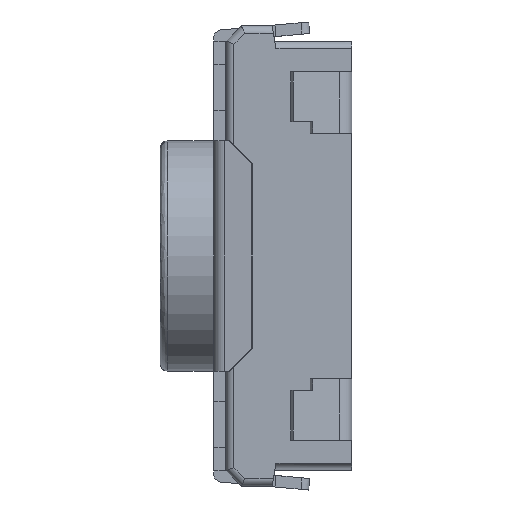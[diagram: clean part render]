
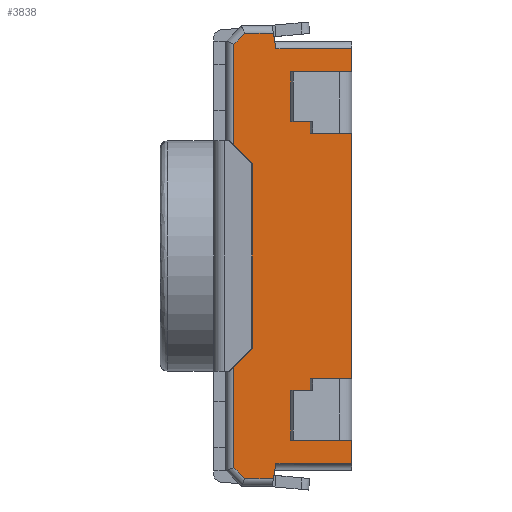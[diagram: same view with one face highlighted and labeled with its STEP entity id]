
A CAD part, left-side view. The second image highlights one B-rep face of the part: STEP entity #3838.
In plain terms, the highlighted planar face has unit normal (-1, 0, 0).
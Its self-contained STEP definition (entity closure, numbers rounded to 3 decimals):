
#80 = CARTESIAN_POINT ( 'NONE',  ( -3., 0.2, 2.4 ) ) ;
#130 = DIRECTION ( 'NONE',  ( 0., 0., -1. ) ) ;
#153 = CARTESIAN_POINT ( 'NONE',  ( -3., 1.54, -2.759 ) ) ;
#162 = VECTOR ( 'NONE', #1126, 1000. ) ;
#204 = CARTESIAN_POINT ( 'NONE',  ( -3., 0., 2.4 ) ) ;
#206 = LINE ( 'NONE', #5533, #1612 ) ;
#219 = VERTEX_POINT ( 'NONE', #4731 ) ;
#246 = ORIENTED_EDGE ( 'NONE', *, *, #1380, .F. ) ;
#262 = VERTEX_POINT ( 'NONE', #4206 ) ;
#278 = ORIENTED_EDGE ( 'NONE', *, *, #6053, .F. ) ;
#376 = DIRECTION ( 'NONE',  ( 0., 0.164, -0.986 ) ) ;
#386 = LINE ( 'NONE', #2080, #1928 ) ;
#411 = DIRECTION ( 'NONE',  ( 0., 0., 1. ) ) ;
#430 = LINE ( 'NONE', #1560, #5870 ) ;
#441 = DIRECTION ( 'NONE',  ( 0., 0., -1. ) ) ;
#532 = EDGE_CURVE ( 'NONE', #262, #6081, #6213, .T. ) ;
#800 = EDGE_CURVE ( 'NONE', #219, #6471, #6936, .T. ) ;
#808 = VECTOR ( 'NONE', #411, 1000. ) ;
#858 = VERTEX_POINT ( 'NONE', #4061 ) ;
#914 = DIRECTION ( 'NONE',  ( 0., 0., -1. ) ) ;
#956 = DIRECTION ( 'NONE',  ( 1., 0., 0. ) ) ;
#970 = CARTESIAN_POINT ( 'NONE',  ( -3., 0., -2.9 ) ) ;
#978 = DIRECTION ( 'NONE',  ( 0., 0., -1. ) ) ;
#992 = LINE ( 'NONE', #1592, #1817 ) ;
#1122 = AXIS2_PLACEMENT_3D ( 'NONE', #4819, #956, #1595 ) ;
#1126 = DIRECTION ( 'NONE',  ( 0., -1., 0. ) ) ;
#1297 = CARTESIAN_POINT ( 'NONE',  ( -3., 0.2, -2.9 ) ) ;
#1373 = ORIENTED_EDGE ( 'NONE', *, *, #5562, .F. ) ;
#1380 = EDGE_CURVE ( 'NONE', #2057, #3135, #4946, .T. ) ;
#1402 = DIRECTION ( 'NONE',  ( 0., 0., -1. ) ) ;
#1543 = CARTESIAN_POINT ( 'NONE',  ( -3., 0., 1.6 ) ) ;
#1560 = CARTESIAN_POINT ( 'NONE',  ( -3., 1.54, -2.9 ) ) ;
#1592 = CARTESIAN_POINT ( 'NONE',  ( -3., 1.54, 2.759 ) ) ;
#1595 = DIRECTION ( 'NONE',  ( 0., 0., -1. ) ) ;
#1612 = VECTOR ( 'NONE', #2345, 1000. ) ;
#1638 = EDGE_CURVE ( 'NONE', #858, #5137, #4097, .T. ) ;
#1813 = VERTEX_POINT ( 'NONE', #6945 ) ;
#1817 = VECTOR ( 'NONE', #2681, 1000. ) ;
#1839 = VECTOR ( 'NONE', #130, 1000. ) ;
#1928 = VECTOR ( 'NONE', #914, 1000. ) ;
#2057 = VERTEX_POINT ( 'NONE', #2442 ) ;
#2080 = CARTESIAN_POINT ( 'NONE',  ( -3., 0.2, -2.9 ) ) ;
#2095 = EDGE_CURVE ( 'NONE', #3135, #858, #5771, .T. ) ;
#2097 = VERTEX_POINT ( 'NONE', #2588 ) ;
#2198 = ORIENTED_EDGE ( 'NONE', *, *, #5640, .F. ) ;
#2316 = LINE ( 'NONE', #6029, #6654 ) ;
#2341 = CARTESIAN_POINT ( 'NONE',  ( -3., 0., -2.4 ) ) ;
#2345 = DIRECTION ( 'NONE',  ( 0., 1., 0. ) ) ;
#2442 = CARTESIAN_POINT ( 'NONE',  ( -3., 0.2, 1.6 ) ) ;
#2467 = CARTESIAN_POINT ( 'NONE',  ( -3., 1.023, 2.9 ) ) ;
#2492 = CARTESIAN_POINT ( 'NONE',  ( -3., 0.99, -2.7 ) ) ;
#2525 = LINE ( 'NONE', #3648, #808 ) ;
#2588 = CARTESIAN_POINT ( 'NONE',  ( -3., 0.2, -2.4 ) ) ;
#2646 = CARTESIAN_POINT ( 'NONE',  ( -3., 0., 2.7 ) ) ;
#2650 = DIRECTION ( 'NONE',  ( 0., 1., 0. ) ) ;
#2679 = ORIENTED_EDGE ( 'NONE', *, *, #2095, .F. ) ;
#2681 = DIRECTION ( 'NONE',  ( 0., -0.707, 0.707 ) ) ;
#2738 = VECTOR ( 'NONE', #978, 1000. ) ;
#2866 = VERTEX_POINT ( 'NONE', #80 ) ;
#2899 = ORIENTED_EDGE ( 'NONE', *, *, #4024, .F. ) ;
#2900 = VECTOR ( 'NONE', #5877, 1000. ) ;
#2949 = ORIENTED_EDGE ( 'NONE', *, *, #6392, .F. ) ;
#2953 = ORIENTED_EDGE ( 'NONE', *, *, #1638, .F. ) ;
#3031 = VERTEX_POINT ( 'NONE', #4771 ) ;
#3044 = CARTESIAN_POINT ( 'NONE',  ( -3., 1.57, -2.728 ) ) ;
#3051 = CARTESIAN_POINT ( 'NONE',  ( -3., 0.99, 2.7 ) ) ;
#3107 = PLANE ( 'NONE',  #1122 ) ;
#3135 = VERTEX_POINT ( 'NONE', #1543 ) ;
#3326 = VECTOR ( 'NONE', #6301, 1000. ) ;
#3344 = ORIENTED_EDGE ( 'NONE', *, *, #6114, .F. ) ;
#3405 = LINE ( 'NONE', #6467, #162 ) ;
#3445 = VERTEX_POINT ( 'NONE', #3751 ) ;
#3604 = VERTEX_POINT ( 'NONE', #153 ) ;
#3615 = LINE ( 'NONE', #2492, #5981 ) ;
#3648 = CARTESIAN_POINT ( 'NONE',  ( -3., 1.54, -2.9 ) ) ;
#3731 = ORIENTED_EDGE ( 'NONE', *, *, #5698, .F. ) ;
#3751 = CARTESIAN_POINT ( 'NONE',  ( -3., 1.54, 2.759 ) ) ;
#3790 = VECTOR ( 'NONE', #4360, 1000. ) ;
#3801 = EDGE_CURVE ( 'NONE', #2097, #5893, #5578, .T. ) ;
#3838 = ADVANCED_FACE ( 'NONE', ( #6927 ), #3107, .F. ) ;
#3887 = CARTESIAN_POINT ( 'NONE',  ( -3., 0., -2.9 ) ) ;
#3904 = ORIENTED_EDGE ( 'NONE', *, *, #3801, .F. ) ;
#3960 = CARTESIAN_POINT ( 'NONE',  ( -3., 1.399, 2.9 ) ) ;
#3979 = EDGE_CURVE ( 'NONE', #5897, #262, #2316, .T. ) ;
#4014 = EDGE_LOOP ( 'NONE', ( #2953, #2679, #246, #1373, #4256, #278, #2899, #5782, #5818, #2198, #3344, #6572, #2949, #5618, #4573, #6923, #3904, #3731 ) ) ;
#4024 = EDGE_CURVE ( 'NONE', #6081, #5686, #3405, .T. ) ;
#4061 = CARTESIAN_POINT ( 'NONE',  ( -3., 0., -1.6 ) ) ;
#4080 = DIRECTION ( 'NONE',  ( 0., -0.164, -0.986 ) ) ;
#4091 = LINE ( 'NONE', #3044, #6101 ) ;
#4097 = LINE ( 'NONE', #4768, #3326 ) ;
#4144 = VERTEX_POINT ( 'NONE', #204 ) ;
#4171 = CARTESIAN_POINT ( 'NONE',  ( -3., 0., -2.9 ) ) ;
#4206 = CARTESIAN_POINT ( 'NONE',  ( -3., 1.023, 2.9 ) ) ;
#4256 = ORIENTED_EDGE ( 'NONE', *, *, #6634, .F. ) ;
#4353 = EDGE_CURVE ( 'NONE', #5893, #219, #4937, .T. ) ;
#4360 = DIRECTION ( 'NONE',  ( 0., -1., 0. ) ) ;
#4573 = ORIENTED_EDGE ( 'NONE', *, *, #800, .F. ) ;
#4606 = EDGE_CURVE ( 'NONE', #1813, #3604, #4091, .T. ) ;
#4612 = CARTESIAN_POINT ( 'NONE',  ( -3., 0.2, -1.6 ) ) ;
#4731 = CARTESIAN_POINT ( 'NONE',  ( -3., 0., -2.7 ) ) ;
#4768 = CARTESIAN_POINT ( 'NONE',  ( -3., 1.54, -1.6 ) ) ;
#4771 = CARTESIAN_POINT ( 'NONE',  ( -3., 1.023, -2.9 ) ) ;
#4819 = CARTESIAN_POINT ( 'NONE',  ( -3., 1.54, -2.9 ) ) ;
#4820 = CARTESIAN_POINT ( 'NONE',  ( -3., 0.99, -2.7 ) ) ;
#4859 = VECTOR ( 'NONE', #1402, 1000. ) ;
#4919 = DIRECTION ( 'NONE',  ( 0., -1., 0. ) ) ;
#4937 = LINE ( 'NONE', #3887, #1839 ) ;
#4946 = LINE ( 'NONE', #5339, #3790 ) ;
#5015 = LINE ( 'NONE', #1297, #4859 ) ;
#5054 = CARTESIAN_POINT ( 'NONE',  ( -3., 1.54, -2.4 ) ) ;
#5137 = VERTEX_POINT ( 'NONE', #4612 ) ;
#5171 = DIRECTION ( 'NONE',  ( 0., 0.707, 0.707 ) ) ;
#5219 = LINE ( 'NONE', #4171, #2738 ) ;
#5339 = CARTESIAN_POINT ( 'NONE',  ( -3., 1.54, 1.6 ) ) ;
#5491 = VECTOR ( 'NONE', #4080, 1000. ) ;
#5533 = CARTESIAN_POINT ( 'NONE',  ( -3., 1.54, 2.4 ) ) ;
#5562 = EDGE_CURVE ( 'NONE', #2866, #2057, #5015, .T. ) ;
#5578 = LINE ( 'NONE', #5054, #6268 ) ;
#5613 = DIRECTION ( 'NONE',  ( 0., -1., 0. ) ) ;
#5618 = ORIENTED_EDGE ( 'NONE', *, *, #6815, .F. ) ;
#5640 = EDGE_CURVE ( 'NONE', #3445, #5897, #992, .T. ) ;
#5686 = VERTEX_POINT ( 'NONE', #2646 ) ;
#5698 = EDGE_CURVE ( 'NONE', #5137, #2097, #386, .T. ) ;
#5771 = LINE ( 'NONE', #970, #6230 ) ;
#5782 = ORIENTED_EDGE ( 'NONE', *, *, #532, .F. ) ;
#5818 = ORIENTED_EDGE ( 'NONE', *, *, #3979, .F. ) ;
#5870 = VECTOR ( 'NONE', #2650, 1000. ) ;
#5877 = DIRECTION ( 'NONE',  ( 0., 1., 0. ) ) ;
#5893 = VERTEX_POINT ( 'NONE', #2341 ) ;
#5897 = VERTEX_POINT ( 'NONE', #3960 ) ;
#5981 = VECTOR ( 'NONE', #376, 1000. ) ;
#6029 = CARTESIAN_POINT ( 'NONE',  ( -3., 1.54, 2.9 ) ) ;
#6053 = EDGE_CURVE ( 'NONE', #5686, #4144, #5219, .T. ) ;
#6081 = VERTEX_POINT ( 'NONE', #3051 ) ;
#6101 = VECTOR ( 'NONE', #5171, 1000. ) ;
#6114 = EDGE_CURVE ( 'NONE', #3604, #3445, #2525, .T. ) ;
#6213 = LINE ( 'NONE', #2467, #5491 ) ;
#6230 = VECTOR ( 'NONE', #441, 1000. ) ;
#6268 = VECTOR ( 'NONE', #5613, 1000. ) ;
#6301 = DIRECTION ( 'NONE',  ( 0., 1., 0. ) ) ;
#6392 = EDGE_CURVE ( 'NONE', #3031, #1813, #430, .T. ) ;
#6438 = CARTESIAN_POINT ( 'NONE',  ( -3., 1.54, -2.7 ) ) ;
#6467 = CARTESIAN_POINT ( 'NONE',  ( -3., 1.54, 2.7 ) ) ;
#6471 = VERTEX_POINT ( 'NONE', #4820 ) ;
#6572 = ORIENTED_EDGE ( 'NONE', *, *, #4606, .F. ) ;
#6634 = EDGE_CURVE ( 'NONE', #4144, #2866, #206, .T. ) ;
#6654 = VECTOR ( 'NONE', #4919, 1000. ) ;
#6815 = EDGE_CURVE ( 'NONE', #6471, #3031, #3615, .T. ) ;
#6923 = ORIENTED_EDGE ( 'NONE', *, *, #4353, .F. ) ;
#6927 = FACE_OUTER_BOUND ( 'NONE', #4014, .T. ) ;
#6936 = LINE ( 'NONE', #6438, #2900 ) ;
#6945 = CARTESIAN_POINT ( 'NONE',  ( -3., 1.399, -2.9 ) ) ;
